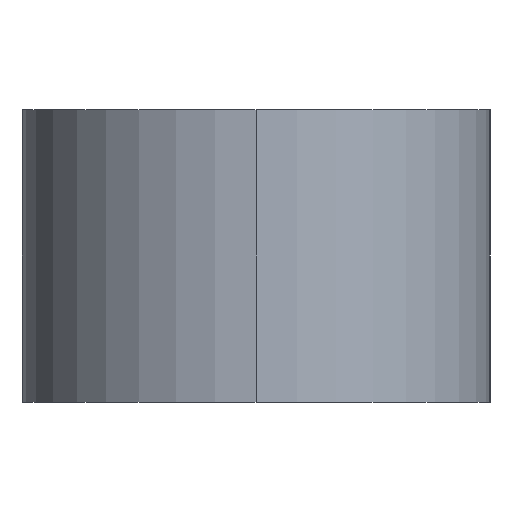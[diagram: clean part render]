
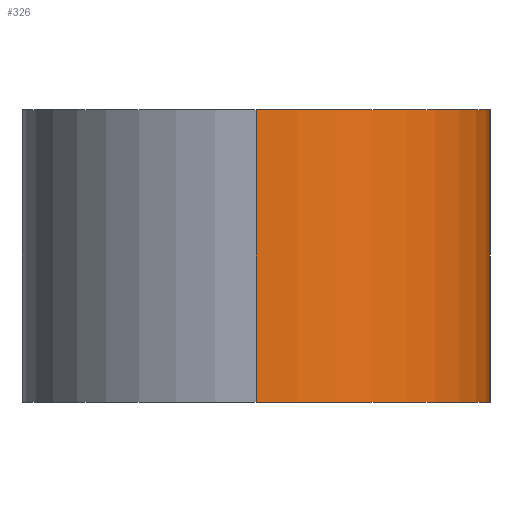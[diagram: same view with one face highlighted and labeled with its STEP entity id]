
A CAD part, left-side view. The second image highlights one B-rep face of the part: STEP entity #326.
In plain terms, the highlighted cylindrical face has radius 4 mm (diameter 8 mm), a partial arc.
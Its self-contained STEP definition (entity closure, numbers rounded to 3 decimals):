
#22 = CARTESIAN_POINT ( 'NONE',  ( 4., 4., 5. ) ) ;
#29 = VERTEX_POINT ( 'NONE', #81 ) ;
#35 = CARTESIAN_POINT ( 'NONE',  ( 4., 0., 5. ) ) ;
#40 = AXIS2_PLACEMENT_3D ( 'NONE', #22, #114, #210 ) ;
#48 = CARTESIAN_POINT ( 'NONE',  ( 0., 4., 0. ) ) ;
#53 = VERTEX_POINT ( 'NONE', #48 ) ;
#58 = EDGE_LOOP ( 'NONE', ( #121, #93, #351, #175 ) ) ;
#67 = CARTESIAN_POINT ( 'NONE',  ( 4., 0., 0. ) ) ;
#71 = DIRECTION ( 'NONE',  ( 1., 0., 0. ) ) ;
#81 = CARTESIAN_POINT ( 'NONE',  ( 0., 4., 5. ) ) ;
#84 = DIRECTION ( 'NONE',  ( 1., 0., 0. ) ) ;
#93 = ORIENTED_EDGE ( 'NONE', *, *, #135, .T. ) ;
#101 = CARTESIAN_POINT ( 'NONE',  ( 0., 4., 5. ) ) ;
#114 = DIRECTION ( 'NONE',  ( 0., 0., -1. ) ) ;
#121 = ORIENTED_EDGE ( 'NONE', *, *, #126, .F. ) ;
#122 = CYLINDRICAL_SURFACE ( 'NONE', #40, 4. ) ;
#126 = EDGE_CURVE ( 'NONE', #29, #293, #206, .T. ) ;
#135 = EDGE_CURVE ( 'NONE', #29, #53, #158, .T. ) ;
#158 = LINE ( 'NONE', #101, #259 ) ;
#175 = ORIENTED_EDGE ( 'NONE', *, *, #308, .F. ) ;
#189 = AXIS2_PLACEMENT_3D ( 'NONE', #371, #197, #71 ) ;
#192 = AXIS2_PLACEMENT_3D ( 'NONE', #205, #306, #84 ) ;
#194 = DIRECTION ( 'NONE',  ( 0., 0., -1. ) ) ;
#197 = DIRECTION ( 'NONE',  ( 0., 0., 1. ) ) ;
#205 = CARTESIAN_POINT ( 'NONE',  ( 4., 4., 0. ) ) ;
#206 = CIRCLE ( 'NONE', #189, 4. ) ;
#210 = DIRECTION ( 'NONE',  ( -1., 0., 0. ) ) ;
#217 = CIRCLE ( 'NONE', #192, 4. ) ;
#239 = VERTEX_POINT ( 'NONE', #67 ) ;
#249 = LINE ( 'NONE', #277, #280 ) ;
#250 = DIRECTION ( 'NONE',  ( 0., 0., -1. ) ) ;
#259 = VECTOR ( 'NONE', #194, 1000. ) ;
#277 = CARTESIAN_POINT ( 'NONE',  ( 4., 0., 5. ) ) ;
#280 = VECTOR ( 'NONE', #250, 1000. ) ;
#293 = VERTEX_POINT ( 'NONE', #35 ) ;
#306 = DIRECTION ( 'NONE',  ( 0., 0., 1. ) ) ;
#308 = EDGE_CURVE ( 'NONE', #293, #239, #249, .T. ) ;
#326 = ADVANCED_FACE ( 'NONE', ( #356 ), #122, .T. ) ;
#351 = ORIENTED_EDGE ( 'NONE', *, *, #373, .T. ) ;
#356 = FACE_OUTER_BOUND ( 'NONE', #58, .T. ) ;
#371 = CARTESIAN_POINT ( 'NONE',  ( 4., 4., 5. ) ) ;
#373 = EDGE_CURVE ( 'NONE', #53, #239, #217, .T. ) ;
